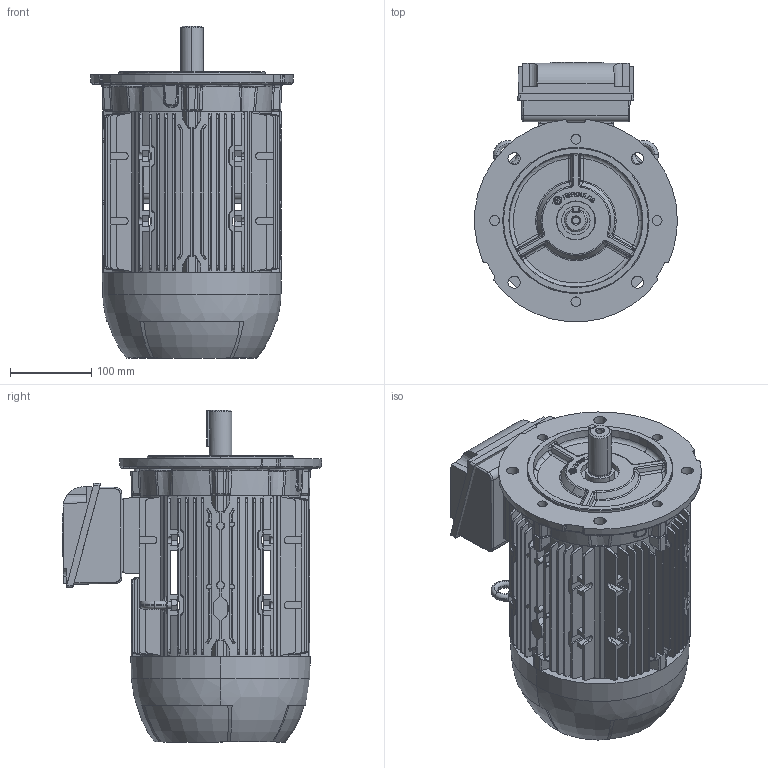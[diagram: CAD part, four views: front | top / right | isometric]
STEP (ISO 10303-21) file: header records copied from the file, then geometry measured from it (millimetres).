
FILE_DESCRIPTION (( 'STEP AP203' ), '1' );
FILE_NAME ('112S_SP_FF_TOP.STEP', '2022-06-28T18:55:42', ( '' ), ( '' ), 'SwSTEP 2.0', 'SolidWorks 2020', '' );
FILE_SCHEMA (( 'CONFIG_CONTROL_DESIGN' ));
Length unit declared in the file: millimetre
Products named in the file (1): 112S_SP_FF_TOP
Bounding box: 249.52 x 319.16 x 408.5 mm (x, y, z)
Surface area: 727818 mm2 (no closed solid volume)
Topology: 0 solids, 18 shells, 1891 faces, 5740 edges, 3796 vertices
Faces by surface type: plane 968, cylinder 412, cone 215, bspline 194, torus 102
Entity records: 73112 total; most frequent: CARTESIAN_POINT 26503, ORIENTED_EDGE 10234, DIRECTION 8473, EDGE_CURVE 5700, VERTEX_POINT 3796, LINE 2953, VECTOR 2953, AXIS2_PLACEMENT_3D 2760
